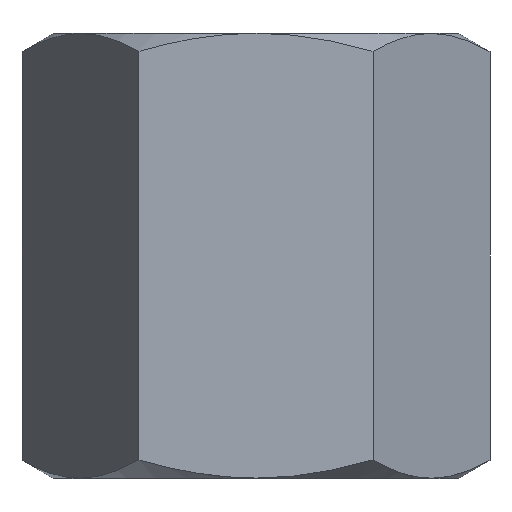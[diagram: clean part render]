
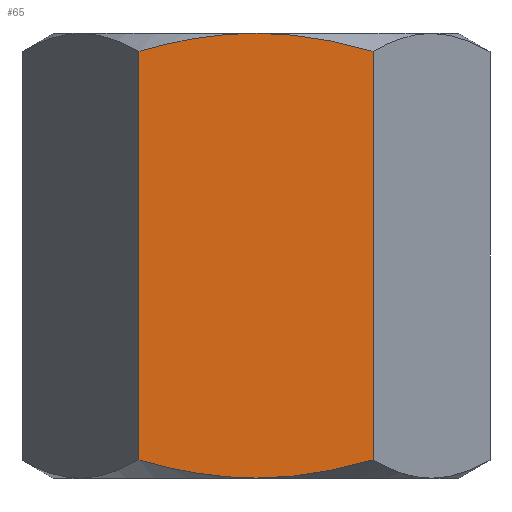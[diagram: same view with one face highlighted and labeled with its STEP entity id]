
A CAD part, top view. The second image highlights one B-rep face of the part: STEP entity #65.
In plain terms, the highlighted planar face has unit normal (0, 0, 1).
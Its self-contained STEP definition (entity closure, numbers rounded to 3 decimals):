
#65=ADVANCED_FACE('',(#155),#156,.T.);
#155=FACE_OUTER_BOUND('',#267,.T.);
#156=PLANE('',#268);
#267=EDGE_LOOP('',(#395,#396,#397,#398,#399,#400));
#268=AXIS2_PLACEMENT_3D('',#401,#402,#403);
#395=ORIENTED_EDGE('',*,*,#667,.T.);
#396=ORIENTED_EDGE('',*,*,#668,.T.);
#397=ORIENTED_EDGE('',*,*,#665,.T.);
#398=ORIENTED_EDGE('',*,*,#669,.F.);
#399=ORIENTED_EDGE('',*,*,#670,.F.);
#400=ORIENTED_EDGE('',*,*,#671,.F.);
#401=CARTESIAN_POINT('',(-11.836,0.0,20.5));
#402=DIRECTION('',(0.0,0.0,1.0));
#403=DIRECTION('',(1.0,-0.0,0.0));
#665=EDGE_CURVE('',#781,#789,#791,.T.);
#667=EDGE_CURVE('',#793,#773,#794,.T.);
#668=EDGE_CURVE('',#773,#781,#795,.T.);
#669=EDGE_CURVE('',#796,#789,#797,.T.);
#670=EDGE_CURVE('',#798,#796,#799,.T.);
#671=EDGE_CURVE('',#793,#798,#800,.T.);
#773=VERTEX_POINT('',#922);
#781=VERTEX_POINT('',#930);
#789=VERTEX_POINT('',#966);
#791=LINE('',#977,#978);
#793=VERTEX_POINT('',#980);
#794=(B_SPLINE_CURVE(2,(#982,#983,#984),.UNSPECIFIED.,.F.,.F.)B_SPLINE_CURVE_WITH_KNOTS((3,3),(-14.402,-10.831),.UNSPECIFIED.)RATIONAL_B_SPLINE_CURVE((2.732,2.943,2.943))BOUNDED_CURVE()REPRESENTATION_ITEM('')GEOMETRIC_REPRESENTATION_ITEM()CURVE());
#795=(B_SPLINE_CURVE(2,(#992,#993,#994),.UNSPECIFIED.,.F.,.F.)B_SPLINE_CURVE_WITH_KNOTS((3,3),(-10.831,-7.259),.UNSPECIFIED.)RATIONAL_B_SPLINE_CURVE((2.943,2.943,2.732))BOUNDED_CURVE()REPRESENTATION_ITEM('')GEOMETRIC_REPRESENTATION_ITEM()CURVE());
#796=VERTEX_POINT('',#1001);
#797=(B_SPLINE_CURVE(2,(#1003,#1004,#1005),.UNSPECIFIED.,.F.,.F.)B_SPLINE_CURVE_WITH_KNOTS((3,3),(-10.831,-7.259),.UNSPECIFIED.)RATIONAL_B_SPLINE_CURVE((2.943,2.943,2.732))BOUNDED_CURVE()REPRESENTATION_ITEM('')GEOMETRIC_REPRESENTATION_ITEM()CURVE());
#798=VERTEX_POINT('',#1012);
#799=(B_SPLINE_CURVE(2,(#1014,#1015,#1016),.UNSPECIFIED.,.F.,.F.)B_SPLINE_CURVE_WITH_KNOTS((3,3),(-14.402,-10.831),.UNSPECIFIED.)RATIONAL_B_SPLINE_CURVE((2.732,2.943,2.943))BOUNDED_CURVE()REPRESENTATION_ITEM('')GEOMETRIC_REPRESENTATION_ITEM()CURVE());
#800=LINE('',#1023,#1024);
#922=CARTESIAN_POINT('',(0.,0.0,20.5));
#930=CARTESIAN_POINT('',(11.836,1.831,20.5));
#966=CARTESIAN_POINT('',(11.836,43.169,20.5));
#977=CARTESIAN_POINT('',(11.836,1.831,20.5));
#978=VECTOR('',#1319,41.338);
#980=CARTESIAN_POINT('',(-11.836,1.831,20.5));
#982=CARTESIAN_POINT('',(-11.836,1.831,20.5));
#983=CARTESIAN_POINT('',(-5.493,0.,20.5));
#984=CARTESIAN_POINT('',(0.,0.,20.5));
#992=CARTESIAN_POINT('',(0.,0.,20.5));
#993=CARTESIAN_POINT('',(5.493,0.,20.5));
#994=CARTESIAN_POINT('',(11.836,1.831,20.5));
#1001=CARTESIAN_POINT('',(0.,45.0,20.5));
#1003=CARTESIAN_POINT('',(0.,45.,20.5));
#1004=CARTESIAN_POINT('',(5.493,45.,20.5));
#1005=CARTESIAN_POINT('',(11.836,43.169,20.5));
#1012=CARTESIAN_POINT('',(-11.836,43.169,20.5));
#1014=CARTESIAN_POINT('',(-11.836,43.169,20.5));
#1015=CARTESIAN_POINT('',(-5.493,45.,20.5));
#1016=CARTESIAN_POINT('',(0.,45.,20.5));
#1023=CARTESIAN_POINT('',(-11.836,1.831,20.5));
#1024=VECTOR('',#1320,41.338);
#1319=DIRECTION('',(0.0,1.0,0.0));
#1320=DIRECTION('',(0.0,1.0,0.0));
